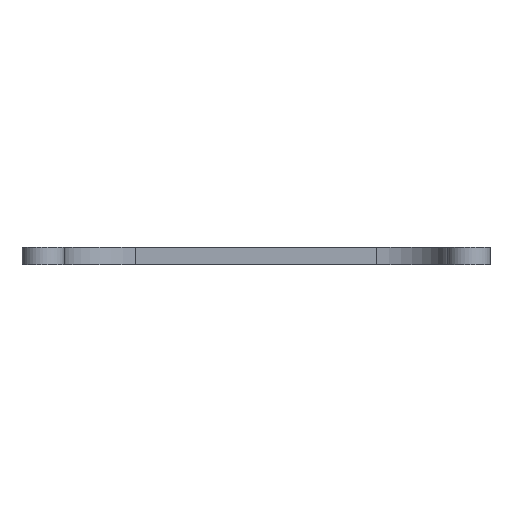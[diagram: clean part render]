
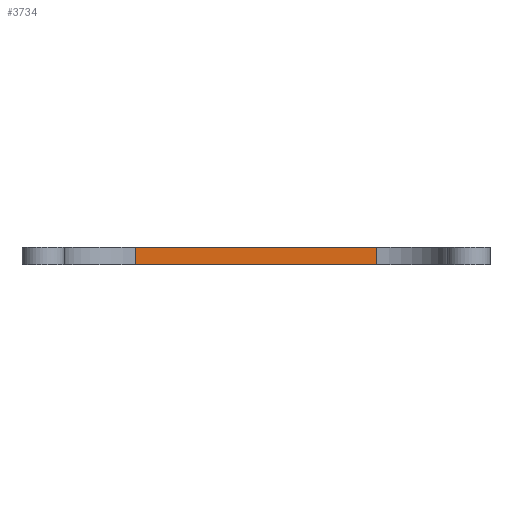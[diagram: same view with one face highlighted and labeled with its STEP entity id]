
A CAD part, front view. The second image highlights one B-rep face of the part: STEP entity #3734.
In plain terms, the highlighted planar face has unit normal (0, -1, 0).
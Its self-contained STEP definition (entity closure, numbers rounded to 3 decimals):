
#44 = CYLINDRICAL_SURFACE('',#45,20.);
#45 = AXIS2_PLACEMENT_3D('',#46,#47,#48);
#46 = CARTESIAN_POINT('',(34.,-39.,-2.5));
#47 = DIRECTION('',(-0.,-0.,-1.));
#48 = DIRECTION('',(1.,0.,0.));
#72 = PLANE('',#73);
#73 = AXIS2_PLACEMENT_3D('',#74,#75,#76);
#74 = CARTESIAN_POINT('',(0.,0.,2.5));
#75 = DIRECTION('',(0.,0.,1.));
#76 = DIRECTION('',(0.,1.,0.));
#126 = PLANE('',#127);
#127 = AXIS2_PLACEMENT_3D('',#128,#129,#130);
#128 = CARTESIAN_POINT('',(0.,0.,-2.5));
#129 = DIRECTION('',(0.,0.,-1.));
#130 = DIRECTION('',(0.,-1.,0.));
#143 = VERTEX_POINT('',#144);
#144 = CARTESIAN_POINT('',(34.,-19.,2.5));
#166 = EDGE_CURVE('',#167,#143,#169,.T.);
#167 = VERTEX_POINT('',#168);
#168 = CARTESIAN_POINT('',(34.,-19.,-2.5));
#169 = SURFACE_CURVE('',#170,(#174,#181),.PCURVE_S1.);
#170 = LINE('',#171,#172);
#171 = CARTESIAN_POINT('',(34.,-19.,-2.5));
#172 = VECTOR('',#173,1.);
#173 = DIRECTION('',(0.,0.,1.));
#174 = PCURVE('',#44,#175);
#175 = DEFINITIONAL_REPRESENTATION('',(#176),#180);
#176 = LINE('',#177,#178);
#177 = CARTESIAN_POINT('',(-1.571,0.));
#178 = VECTOR('',#179,1.);
#179 = DIRECTION('',(-0.,-1.));
#180 = ( GEOMETRIC_REPRESENTATION_CONTEXT(2) 
PARAMETRIC_REPRESENTATION_CONTEXT() REPRESENTATION_CONTEXT('2D SPACE',''
  ) );
#181 = PCURVE('',#182,#187);
#182 = PLANE('',#183);
#183 = AXIS2_PLACEMENT_3D('',#184,#185,#186);
#184 = CARTESIAN_POINT('',(0.,-19.,0.));
#185 = DIRECTION('',(-0.,-1.,-0.));
#186 = DIRECTION('',(0.,0.,-1.));
#187 = DEFINITIONAL_REPRESENTATION('',(#188),#192);
#188 = LINE('',#189,#190);
#189 = CARTESIAN_POINT('',(2.5,34.));
#190 = VECTOR('',#191,1.);
#191 = DIRECTION('',(-1.,0.));
#192 = ( GEOMETRIC_REPRESENTATION_CONTEXT(2) 
PARAMETRIC_REPRESENTATION_CONTEXT() REPRESENTATION_CONTEXT('2D SPACE',''
  ) );
#307 = EDGE_CURVE('',#167,#308,#310,.T.);
#308 = VERTEX_POINT('',#309);
#309 = CARTESIAN_POINT('',(-34.,-19.,-2.5));
#310 = SURFACE_CURVE('',#311,(#315,#322),.PCURVE_S1.);
#311 = LINE('',#312,#313);
#312 = CARTESIAN_POINT('',(34.,-19.,-2.5));
#313 = VECTOR('',#314,1.);
#314 = DIRECTION('',(-1.,0.,0.));
#315 = PCURVE('',#126,#316);
#316 = DEFINITIONAL_REPRESENTATION('',(#317),#321);
#317 = LINE('',#318,#319);
#318 = CARTESIAN_POINT('',(19.,-34.));
#319 = VECTOR('',#320,1.);
#320 = DIRECTION('',(0.,1.));
#321 = ( GEOMETRIC_REPRESENTATION_CONTEXT(2) 
PARAMETRIC_REPRESENTATION_CONTEXT() REPRESENTATION_CONTEXT('2D SPACE',''
  ) );
#322 = PCURVE('',#182,#323);
#323 = DEFINITIONAL_REPRESENTATION('',(#324),#328);
#324 = LINE('',#325,#326);
#325 = CARTESIAN_POINT('',(2.5,34.));
#326 = VECTOR('',#327,1.);
#327 = DIRECTION('',(0.,-1.));
#328 = ( GEOMETRIC_REPRESENTATION_CONTEXT(2) 
PARAMETRIC_REPRESENTATION_CONTEXT() REPRESENTATION_CONTEXT('2D SPACE',''
  ) );
#347 = CYLINDRICAL_SURFACE('',#348,20.);
#348 = AXIS2_PLACEMENT_3D('',#349,#350,#351);
#349 = CARTESIAN_POINT('',(-34.,-39.,-2.5));
#350 = DIRECTION('',(0.,0.,-1.));
#351 = DIRECTION('',(-1.,0.,0.));
#2823 = VERTEX_POINT('',#2824);
#2824 = CARTESIAN_POINT('',(-34.,-19.,2.5));
#2850 = EDGE_CURVE('',#2823,#143,#2851,.T.);
#2851 = SURFACE_CURVE('',#2852,(#2856,#2863),.PCURVE_S1.);
#2852 = LINE('',#2853,#2854);
#2853 = CARTESIAN_POINT('',(-34.,-19.,2.5));
#2854 = VECTOR('',#2855,1.);
#2855 = DIRECTION('',(1.,0.,0.));
#2856 = PCURVE('',#72,#2857);
#2857 = DEFINITIONAL_REPRESENTATION('',(#2858),#2862);
#2858 = LINE('',#2859,#2860);
#2859 = CARTESIAN_POINT('',(-19.,34.));
#2860 = VECTOR('',#2861,1.);
#2861 = DIRECTION('',(0.,-1.));
#2862 = ( GEOMETRIC_REPRESENTATION_CONTEXT(2) 
PARAMETRIC_REPRESENTATION_CONTEXT() REPRESENTATION_CONTEXT('2D SPACE',''
  ) );
#2863 = PCURVE('',#182,#2864);
#2864 = DEFINITIONAL_REPRESENTATION('',(#2865),#2869);
#2865 = LINE('',#2866,#2867);
#2866 = CARTESIAN_POINT('',(-2.5,-34.));
#2867 = VECTOR('',#2868,1.);
#2868 = DIRECTION('',(0.,1.));
#2869 = ( GEOMETRIC_REPRESENTATION_CONTEXT(2) 
PARAMETRIC_REPRESENTATION_CONTEXT() REPRESENTATION_CONTEXT('2D SPACE',''
  ) );
#3734 = ADVANCED_FACE('',(#3735),#182,.T.);
#3735 = FACE_BOUND('',#3736,.T.);
#3736 = EDGE_LOOP('',(#3737,#3738,#3739,#3760));
#3737 = ORIENTED_EDGE('',*,*,#166,.T.);
#3738 = ORIENTED_EDGE('',*,*,#2850,.F.);
#3739 = ORIENTED_EDGE('',*,*,#3740,.F.);
#3740 = EDGE_CURVE('',#308,#2823,#3741,.T.);
#3741 = SURFACE_CURVE('',#3742,(#3746,#3753),.PCURVE_S1.);
#3742 = LINE('',#3743,#3744);
#3743 = CARTESIAN_POINT('',(-34.,-19.,-2.5));
#3744 = VECTOR('',#3745,1.);
#3745 = DIRECTION('',(0.,0.,1.));
#3746 = PCURVE('',#182,#3747);
#3747 = DEFINITIONAL_REPRESENTATION('',(#3748),#3752);
#3748 = LINE('',#3749,#3750);
#3749 = CARTESIAN_POINT('',(2.5,-34.));
#3750 = VECTOR('',#3751,1.);
#3751 = DIRECTION('',(-1.,0.));
#3752 = ( GEOMETRIC_REPRESENTATION_CONTEXT(2) 
PARAMETRIC_REPRESENTATION_CONTEXT() REPRESENTATION_CONTEXT('2D SPACE',''
  ) );
#3753 = PCURVE('',#347,#3754);
#3754 = DEFINITIONAL_REPRESENTATION('',(#3755),#3759);
#3755 = LINE('',#3756,#3757);
#3756 = CARTESIAN_POINT('',(1.571,0.));
#3757 = VECTOR('',#3758,1.);
#3758 = DIRECTION('',(0.,-1.));
#3759 = ( GEOMETRIC_REPRESENTATION_CONTEXT(2) 
PARAMETRIC_REPRESENTATION_CONTEXT() REPRESENTATION_CONTEXT('2D SPACE',''
  ) );
#3760 = ORIENTED_EDGE('',*,*,#307,.F.);
